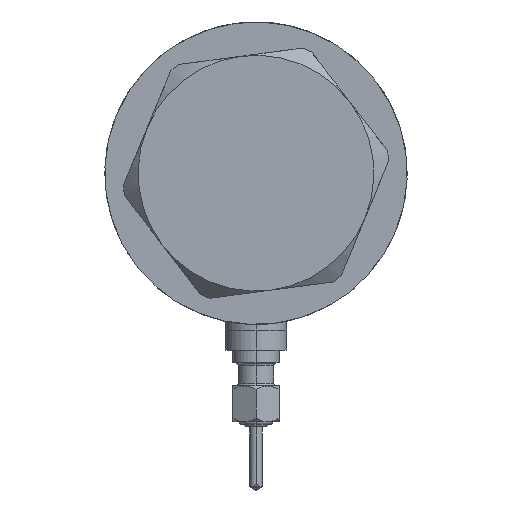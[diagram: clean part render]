
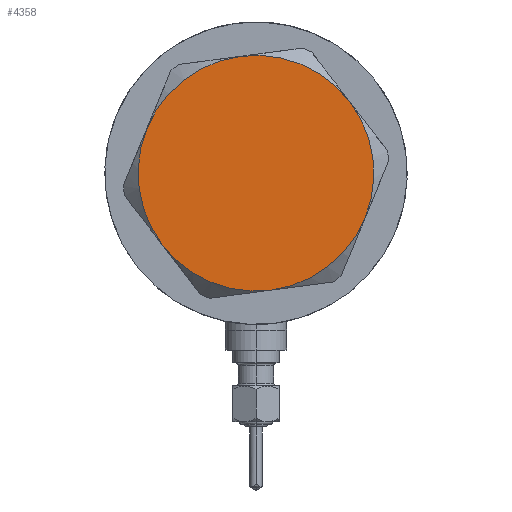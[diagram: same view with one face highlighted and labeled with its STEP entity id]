
A CAD part, left-side view. The second image highlights one B-rep face of the part: STEP entity #4358.
In plain terms, the highlighted face is planar.
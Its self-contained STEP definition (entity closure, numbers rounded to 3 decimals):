
#87 = CARTESIAN_POINT ( 'NONE',  ( 0., 0., 13. ) ) ;
#115 = DIRECTION ( 'NONE',  ( 0., 0., 1. ) ) ;
#276 = CARTESIAN_POINT ( 'NONE',  ( 0., 0., 13. ) ) ;
#279 = VERTEX_POINT ( 'NONE', #2502 ) ;
#476 = ORIENTED_EDGE ( 'NONE', *, *, #1381, .T. ) ;
#537 = ORIENTED_EDGE ( 'NONE', *, *, #3723, .T. ) ;
#581 = DIRECTION ( 'NONE',  ( 0., 0., 1. ) ) ;
#748 = VERTEX_POINT ( 'NONE', #3363 ) ;
#872 = CARTESIAN_POINT ( 'NONE',  ( 11.5, -19.919, 13. ) ) ;
#994 = CARTESIAN_POINT ( 'NONE',  ( 0., 0., 13. ) ) ;
#1041 = ORIENTED_EDGE ( 'NONE', *, *, #5083, .T. ) ;
#1081 = CIRCLE ( 'NONE', #1400, 23. ) ;
#1174 = DIRECTION ( 'NONE',  ( 1., 0., 0. ) ) ;
#1381 = EDGE_CURVE ( 'NONE', #2445, #2848, #2538, .T. ) ;
#1400 = AXIS2_PLACEMENT_3D ( 'NONE', #6454, #3428, #3988 ) ;
#1535 = VERTEX_POINT ( 'NONE', #872 ) ;
#1701 = CIRCLE ( 'NONE', #6005, 23. ) ;
#2061 = CARTESIAN_POINT ( 'NONE',  ( -23., 0., 13. ) ) ;
#2151 = DIRECTION ( 'NONE',  ( 0., 0., 1. ) ) ;
#2158 = AXIS2_PLACEMENT_3D ( 'NONE', #6125, #115, #2681 ) ;
#2279 = DIRECTION ( 'NONE',  ( 1., 0., 0. ) ) ;
#2439 = AXIS2_PLACEMENT_3D ( 'NONE', #276, #2151, #2279 ) ;
#2445 = VERTEX_POINT ( 'NONE', #2061 ) ;
#2502 = CARTESIAN_POINT ( 'NONE',  ( 11.5, 19.919, 13. ) ) ;
#2538 = CIRCLE ( 'NONE', #2439, 23. ) ;
#2585 = DIRECTION ( 'NONE',  ( 1., 0., 0. ) ) ;
#2681 = DIRECTION ( 'NONE',  ( 1., 0., 0. ) ) ;
#2848 = VERTEX_POINT ( 'NONE', #6001 ) ;
#2919 = ORIENTED_EDGE ( 'NONE', *, *, #5021, .T. ) ;
#3056 = DIRECTION ( 'NONE',  ( 1., 0., 0. ) ) ;
#3363 = CARTESIAN_POINT ( 'NONE',  ( 23., 0., 13. ) ) ;
#3428 = DIRECTION ( 'NONE',  ( 0., 0., 1. ) ) ;
#3723 = EDGE_CURVE ( 'NONE', #748, #279, #3845, .T. ) ;
#3736 = ORIENTED_EDGE ( 'NONE', *, *, #6060, .T. ) ;
#3783 = CARTESIAN_POINT ( 'NONE',  ( -11.5, 19.919, 13. ) ) ;
#3812 = ORIENTED_EDGE ( 'NONE', *, *, #5157, .T. ) ;
#3845 = CIRCLE ( 'NONE', #6332, 23. ) ;
#3864 = AXIS2_PLACEMENT_3D ( 'NONE', #87, #581, #2585 ) ;
#3966 = CIRCLE ( 'NONE', #3864, 23. ) ;
#3988 = DIRECTION ( 'NONE',  ( 1., 0., 0. ) ) ;
#4270 = CARTESIAN_POINT ( 'NONE',  ( 0., 0., 13. ) ) ;
#4358 = ADVANCED_FACE ( 'NONE', ( #4849 ), #5840, .T. ) ;
#4722 = DIRECTION ( 'NONE',  ( 0., 0., 1. ) ) ;
#4849 = FACE_OUTER_BOUND ( 'NONE', #6417, .T. ) ;
#4994 = CIRCLE ( 'NONE', #2158, 23. ) ;
#4996 = DIRECTION ( 'NONE',  ( 0., 0., 1. ) ) ;
#5021 = EDGE_CURVE ( 'NONE', #279, #6320, #3966, .T. ) ;
#5083 = EDGE_CURVE ( 'NONE', #1535, #748, #4994, .T. ) ;
#5157 = EDGE_CURVE ( 'NONE', #6320, #2445, #1701, .T. ) ;
#5282 = DIRECTION ( 'NONE',  ( 1., 0., 0. ) ) ;
#5425 = AXIS2_PLACEMENT_3D ( 'NONE', #6377, #5745, #5282 ) ;
#5745 = DIRECTION ( 'NONE',  ( 0., 0., 1. ) ) ;
#5840 = PLANE ( 'NONE',  #5425 ) ;
#6001 = CARTESIAN_POINT ( 'NONE',  ( -11.5, -19.919, 13. ) ) ;
#6005 = AXIS2_PLACEMENT_3D ( 'NONE', #4270, #4722, #1174 ) ;
#6060 = EDGE_CURVE ( 'NONE', #2848, #1535, #1081, .T. ) ;
#6125 = CARTESIAN_POINT ( 'NONE',  ( 0., 0., 13. ) ) ;
#6320 = VERTEX_POINT ( 'NONE', #3783 ) ;
#6332 = AXIS2_PLACEMENT_3D ( 'NONE', #994, #4996, #3056 ) ;
#6377 = CARTESIAN_POINT ( 'NONE',  ( 0., 0., 13. ) ) ;
#6417 = EDGE_LOOP ( 'NONE', ( #1041, #537, #2919, #3812, #476, #3736 ) ) ;
#6454 = CARTESIAN_POINT ( 'NONE',  ( 0., 0., 13. ) ) ;
